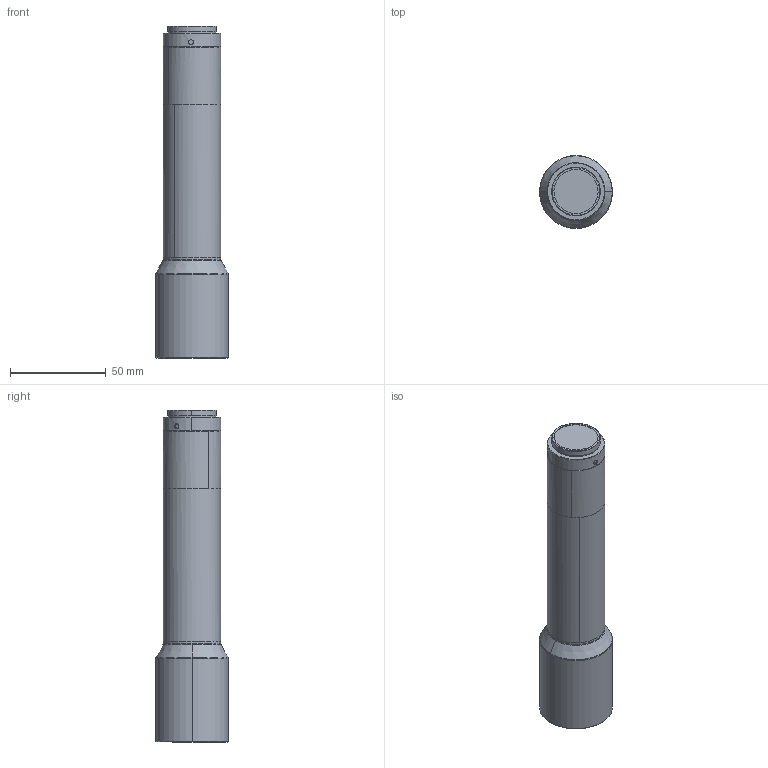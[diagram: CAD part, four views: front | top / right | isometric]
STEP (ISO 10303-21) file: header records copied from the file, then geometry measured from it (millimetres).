
FILE_DESCRIPTION (( 'STEP AP203' ), '1' );
FILE_NAME ('錨璃5.STEP', '2023-02-15T08:57:50', ( '' ), ( '' ), 'SwSTEP 2.0', 'SolidWorks 2017', '' );
FILE_SCHEMA (( 'CONFIG_CONTROL_DESIGN' ));
Length unit declared in the file: millimetre
Products named in the file (1): 錨璃5
Bounding box: 38 x 38 x 173.1 mm (x, y, z)
Volume: 139808 mm3; surface area: 19827.6 mm2
Topology: 1 solids, 2 shells, 56 faces, 118 edges, 72 vertices
Faces by surface type: cylinder 29, cone 16, plane 7, torus 4
Entity records: 1789 total; most frequent: CARTESIAN_POINT 475, DIRECTION 284, ORIENTED_EDGE 236, AXIS2_PLACEMENT_3D 121, EDGE_CURVE 118, VERTEX_POINT 72, EDGE_LOOP 64, CIRCLE 64
